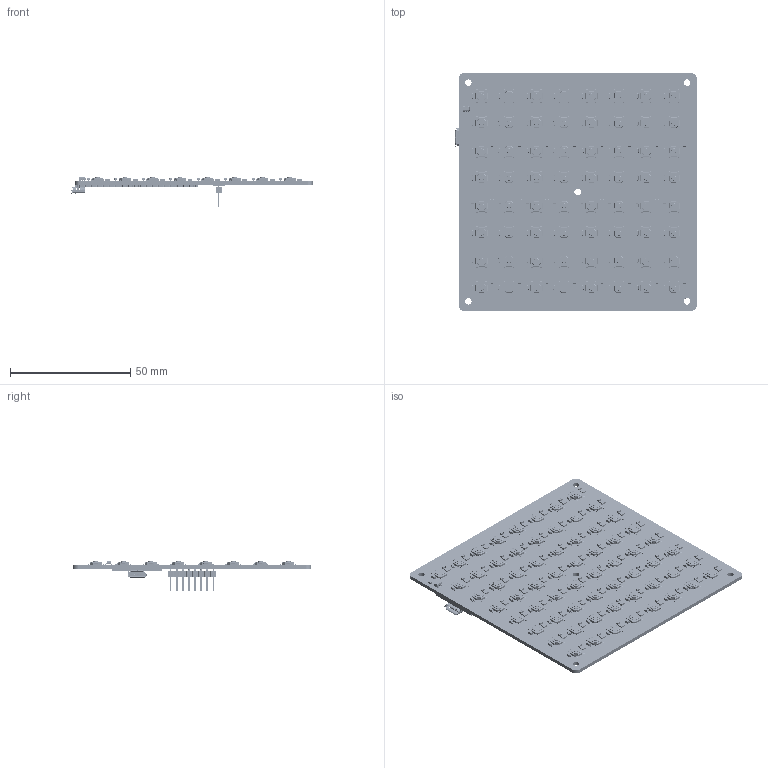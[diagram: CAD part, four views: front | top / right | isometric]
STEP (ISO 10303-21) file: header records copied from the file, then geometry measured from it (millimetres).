
FILE_DESCRIPTION(('KiCad electronic assembly'),'2;1');
FILE_NAME('butns.step','2025-01-29T21:12:42',('Pcbnew'),('Kicad'), 'Open CASCADE STEP processor 7.8','KiCad to STEP converter','Unknown' );
FILE_SCHEMA(('AUTOMOTIVE_DESIGN { 1 0 10303 214 1 1 1 1 }'));
Length unit declared in the file: millimetre
Products named in the file (16): butns 1; SK6812-EC20; C_0603_1608Metric; TS-1187A; TS-1187A v2; D_SOD-323; D_SOD_323; SOT-23-5; SOT_23_5; Raspberry Pi Pico; Raspberry Pi Pico v6; PinHeader_1x08_P2.54mm_Vertical_SMD_Pin1Left; PinHeader_1x08_P254mm_Vertical_SMD_Pin1Left; butns_PCB
Assembly tree (268 placements, depth 3):
  butns 1
    SK6812-EC20  x64
      SK6812-EC20
    C_0603_1608Metric  x65
      C_0603_1608Metric
    TS-1187A  x64
      TS-1187A v2
    D_SOD-323  x64
      D_SOD_323
    SOT-23-5
      SOT_23_5
    Raspberry Pi Pico
      Raspberry Pi Pico v6
    PinHeader_1x08_P2.54mm_Vertical_SMD_Pin1Left
      PinHeader_1x08_P254mm_Vertical_SMD_Pin1Left
    butns_PCB
Bounding box: 100.41 x 99 x 12.55 mm (x, y, z)
Volume: 18751.1 mm3; surface area: 32596.7 mm2
Topology: 949 solids, 949 shells, 22660 faces, 57161 edges, 37092 vertices
Faces by surface type: plane 17615, cylinder 3274, bspline 1707, cone 64
Full cylindrical faces by diameter (mm): 1 x43, 2 x128, 2.1 x4, 2.7 x5, 3.8 x8
Entity records: 61050 total; most frequent: CARTESIAN_POINT 10252, DIRECTION 9519, ORIENTED_EDGE 9472, EDGE_CURVE 4736, LINE 3763, VECTOR 3763, VERTEX_POINT 3087, AXIS2_PLACEMENT_3D 2878
